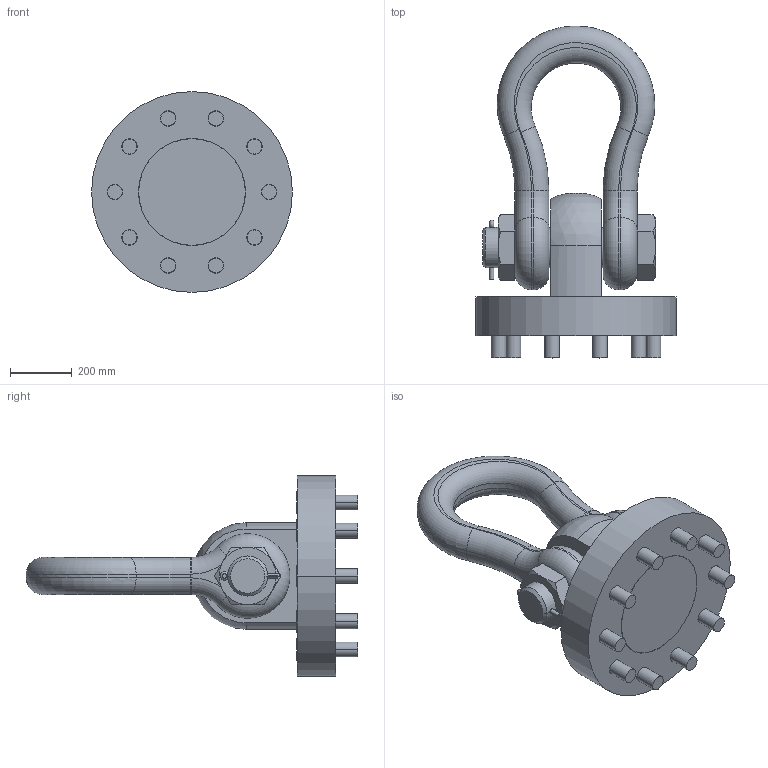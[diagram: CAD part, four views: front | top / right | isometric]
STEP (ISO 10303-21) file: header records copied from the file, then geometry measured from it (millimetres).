
FILE_DESCRIPTION((''),'2;1');
FILE_NAME('001-M33611-P-1_ASM','2016-07-08T',('Andreas.Wendler'),(''),'PRO/ENGINEER BY PARAMETRIC TECHNOLOGY CORPORATION, 2011490','PRO/ENGINEER BY PARAMETRIC TECHNOLOGY CORPORATION, 2011490','');
FILE_SCHEMA(('CONFIG_CONTROL_DESIGN'));
Length unit declared in the file: millimetre
Products named in the file (5): 001-M33611-P-2; 001-M33611-P-1; 001-M34315-P-2; 001-M33611-P-10; 001-M33611-P-1_ASM
Assembly tree (13 placements, depth 2):
  001-M33611-P-1_ASM
    001-M33611-P-2
    001-M33611-P-1
    001-M34315-P-2
    001-M33611-P-10  x10
Bounding box: 650 x 1074.06 x 650 mm (x, y, z)
Volume: 87705625.8 mm3; surface area: 3349297.8 mm2
Topology: 13 solids, 13 shells, 696 faces, 1823 edges, 1202 vertices
Faces by surface type: plane 498, cylinder 125, torus 49, cone 22, sphere 2
Entity records: 17827 total; most frequent: CARTESIAN_POINT 3323, ORIENTED_EDGE 3034, DIRECTION 2913, EDGE_CURVE 1517, VECTOR 1167, LINE 1167, VERTEX_POINT 1004, AXIS2_PLACEMENT_3D 873
